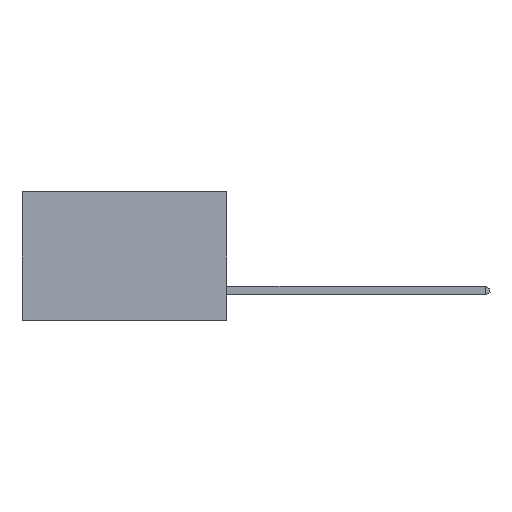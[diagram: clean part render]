
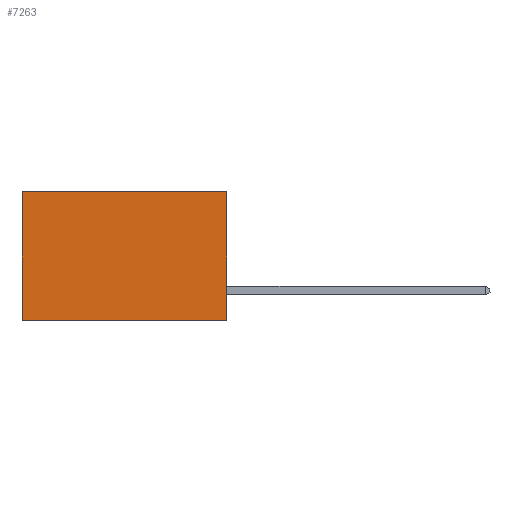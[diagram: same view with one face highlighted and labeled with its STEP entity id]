
A CAD part, left-side view. The second image highlights one B-rep face of the part: STEP entity #7263.
In plain terms, the highlighted planar face has unit normal (-1, 0, 0).
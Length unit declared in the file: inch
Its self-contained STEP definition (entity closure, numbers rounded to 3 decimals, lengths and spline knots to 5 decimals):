
#480 = EDGE_LOOP ( 'NONE', ( #3133, #11190, #13327, #19824 ) ) ;
#2003 = DIRECTION ( 'NONE',  ( 0., 0., -1. ) ) ;
#2142 = VECTOR ( 'NONE', #2003, 39.37008 ) ;
#3038 = PLANE ( 'NONE',  #16168 ) ;
#3133 = ORIENTED_EDGE ( 'NONE', *, *, #15212, .T. ) ;
#4826 = CARTESIAN_POINT ( 'NONE',  ( 0.277, 0.59, -0.37 ) ) ;
#5044 = CARTESIAN_POINT ( 'NONE',  ( 0.277, 0., -0.37 ) ) ;
#5609 = DIRECTION ( 'NONE',  ( 0., 0., -1. ) ) ;
#6490 = VERTEX_POINT ( 'NONE', #7420 ) ;
#6804 = LINE ( 'NONE', #5044, #18019 ) ;
#7263 = ADVANCED_FACE ( 'NONE', ( #16704 ), #3038, .F. ) ;
#7420 = CARTESIAN_POINT ( 'NONE',  ( 0.277, 0., 0. ) ) ;
#9325 = VERTEX_POINT ( 'NONE', #4826 ) ;
#10302 = VERTEX_POINT ( 'NONE', #21746 ) ;
#11190 = ORIENTED_EDGE ( 'NONE', *, *, #16802, .F. ) ;
#11211 = EDGE_CURVE ( 'NONE', #6490, #10302, #13451, .T. ) ;
#13327 = ORIENTED_EDGE ( 'NONE', *, *, #11211, .F. ) ;
#13354 = CARTESIAN_POINT ( 'NONE',  ( 0.277, 0.59, -0.37 ) ) ;
#13451 = LINE ( 'NONE', #23516, #24544 ) ;
#14383 = LINE ( 'NONE', #22348, #25448 ) ;
#14748 = DIRECTION ( 'NONE',  ( 0., 0., -1. ) ) ;
#14808 = CARTESIAN_POINT ( 'NONE',  ( 0.277, 0., -0.37 ) ) ;
#15212 = EDGE_CURVE ( 'NONE', #22339, #9325, #20847, .T. ) ;
#16168 = AXIS2_PLACEMENT_3D ( 'NONE', #14808, #22518, #14748 ) ;
#16704 = FACE_OUTER_BOUND ( 'NONE', #480, .T. ) ;
#16802 = EDGE_CURVE ( 'NONE', #10302, #9325, #6804, .T. ) ;
#18019 = VECTOR ( 'NONE', #22975, 39.37008 ) ;
#19824 = ORIENTED_EDGE ( 'NONE', *, *, #20532, .T. ) ;
#20532 = EDGE_CURVE ( 'NONE', #6490, #22339, #14383, .T. ) ;
#20847 = LINE ( 'NONE', #13354, #2142 ) ;
#21746 = CARTESIAN_POINT ( 'NONE',  ( 0.277, 0., -0.37 ) ) ;
#22339 = VERTEX_POINT ( 'NONE', #28668 ) ;
#22348 = CARTESIAN_POINT ( 'NONE',  ( 0.277, 0., 0. ) ) ;
#22518 = DIRECTION ( 'NONE',  ( 1., 0., 0. ) ) ;
#22975 = DIRECTION ( 'NONE',  ( 0., 1., 0. ) ) ;
#23516 = CARTESIAN_POINT ( 'NONE',  ( 0.277, 0., -0.37 ) ) ;
#24544 = VECTOR ( 'NONE', #5609, 39.37008 ) ;
#25448 = VECTOR ( 'NONE', #28943, 39.37008 ) ;
#28668 = CARTESIAN_POINT ( 'NONE',  ( 0.277, 0.59, 0. ) ) ;
#28943 = DIRECTION ( 'NONE',  ( 0., 1., 0. ) ) ;
